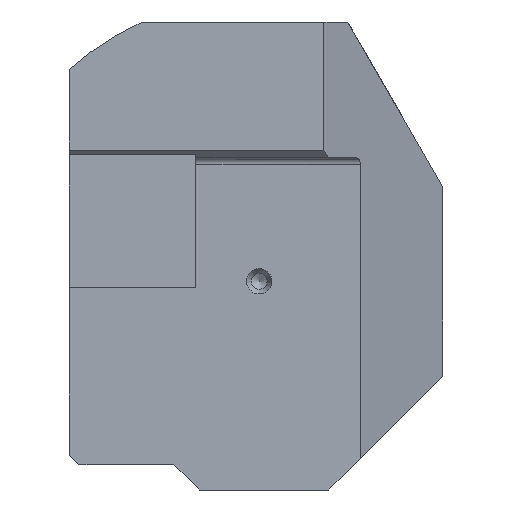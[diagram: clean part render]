
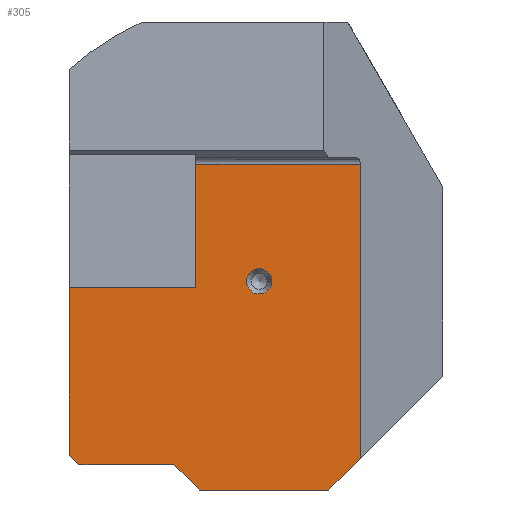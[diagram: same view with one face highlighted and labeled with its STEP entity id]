
A CAD part, left-side view. The second image highlights one B-rep face of the part: STEP entity #305.
In plain terms, the highlighted planar face has unit normal (-1, 0, 0).
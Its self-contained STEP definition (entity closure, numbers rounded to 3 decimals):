
#104=LINE('',#1561,#184);
#116=LINE('',#1600,#196);
#119=LINE('',#1605,#199);
#132=LINE('',#1644,#212);
#134=LINE('',#1648,#214);
#135=LINE('',#1650,#215);
#136=LINE('',#1652,#216);
#137=LINE('',#1654,#217);
#138=LINE('',#1656,#218);
#139=LINE('',#1658,#219);
#184=VECTOR('',#1227,1.);
#196=VECTOR('',#1265,1.);
#199=VECTOR('',#1270,1.);
#212=VECTOR('',#1289,1.);
#214=VECTOR('',#1293,1.);
#215=VECTOR('',#1294,1.);
#216=VECTOR('',#1295,1.);
#217=VECTOR('',#1296,1.);
#218=VECTOR('',#1297,1.);
#219=VECTOR('',#1298,1.);
#305=ADVANCED_FACE('',(#430,#431),#365,.F.);
#365=PLANE('',#1138);
#430=FACE_BOUND('',#483,.T.);
#431=FACE_BOUND('',#484,.T.);
#483=EDGE_LOOP('',(#611));
#484=EDGE_LOOP('',(#612,#613,#614,#615,#616,#617,#618,#619,#620,#621));
#611=ORIENTED_EDGE('',*,*,#947,.T.);
#612=ORIENTED_EDGE('',*,*,#979,.F.);
#613=ORIENTED_EDGE('',*,*,#981,.F.);
#614=ORIENTED_EDGE('',*,*,#982,.F.);
#615=ORIENTED_EDGE('',*,*,#983,.F.);
#616=ORIENTED_EDGE('',*,*,#984,.F.);
#617=ORIENTED_EDGE('',*,*,#985,.F.);
#618=ORIENTED_EDGE('',*,*,#986,.F.);
#619=ORIENTED_EDGE('',*,*,#965,.F.);
#620=ORIENTED_EDGE('',*,*,#944,.T.);
#621=ORIENTED_EDGE('',*,*,#962,.F.);
#842=VERTEX_POINT('',#1559);
#844=VERTEX_POINT('',#1562);
#846=VERTEX_POINT('',#1568);
#857=VERTEX_POINT('',#1599);
#859=VERTEX_POINT('',#1606);
#870=VERTEX_POINT('',#1645);
#871=VERTEX_POINT('',#1649);
#872=VERTEX_POINT('',#1651);
#873=VERTEX_POINT('',#1653);
#874=VERTEX_POINT('',#1655);
#875=VERTEX_POINT('',#1657);
#944=EDGE_CURVE('',#844,#842,#104,.T.);
#947=EDGE_CURVE('',#846,#846,#1085,.T.);
#962=EDGE_CURVE('',#857,#842,#116,.T.);
#965=EDGE_CURVE('',#844,#859,#119,.T.);
#979=EDGE_CURVE('',#870,#857,#132,.T.);
#981=EDGE_CURVE('',#871,#870,#134,.T.);
#982=EDGE_CURVE('',#872,#871,#135,.T.);
#983=EDGE_CURVE('',#873,#872,#136,.T.);
#984=EDGE_CURVE('',#874,#873,#137,.T.);
#985=EDGE_CURVE('',#875,#874,#138,.T.);
#986=EDGE_CURVE('',#859,#875,#139,.T.);
#1085=CIRCLE('',#1122,2.);
#1122=AXIS2_PLACEMENT_3D('',#1567,#1233,#1234);
#1138=AXIS2_PLACEMENT_3D('',#1659,#1299,#1300);
#1227=DIRECTION('',(0.,1.,0.));
#1233=DIRECTION('',(1.,0.,0.));
#1234=DIRECTION('',(0.,0.,-1.));
#1265=DIRECTION('',(0.,0.,1.));
#1270=DIRECTION('',(0.,0.,-1.));
#1289=DIRECTION('',(0.,-1.,0.));
#1293=DIRECTION('',(0.,0.,1.));
#1294=DIRECTION('',(0.,0.707,0.707));
#1295=DIRECTION('',(0.,1.,0.));
#1296=DIRECTION('',(0.,0.707,0.707));
#1297=DIRECTION('',(0.,1.,0.));
#1298=DIRECTION('',(0.,0.707,-0.707));
#1299=DIRECTION('',(1.,0.,0.));
#1300=DIRECTION('',(0.,0.,-1.));
#1559=CARTESIAN_POINT('',(10.,10.,18.5));
#1561=CARTESIAN_POINT('',(10.,40.,18.5));
#1562=CARTESIAN_POINT('',(10.,-16.01,18.5));
#1567=CARTESIAN_POINT('',(10.,0.,0.));
#1568=CARTESIAN_POINT('',(10.,0.,-2.));
#1599=CARTESIAN_POINT('',(10.,10.,-1.));
#1600=CARTESIAN_POINT('',(10.,10.,-40.));
#1605=CARTESIAN_POINT('',(10.,-16.01,-40.));
#1606=CARTESIAN_POINT('',(10.,-16.01,-28.01));
#1644=CARTESIAN_POINT('',(10.,40.,-1.));
#1645=CARTESIAN_POINT('',(10.,30.,-1.));
#1648=CARTESIAN_POINT('',(10.,30.,-40.));
#1649=CARTESIAN_POINT('',(10.,30.,-27.5));
#1650=CARTESIAN_POINT('',(10.,28.75,-28.75));
#1651=CARTESIAN_POINT('',(10.,28.5,-29.));
#1652=CARTESIAN_POINT('',(10.,40.,-29.));
#1653=CARTESIAN_POINT('',(10.,13.481,-29.));
#1654=CARTESIAN_POINT('',(10.,21.24,-21.24));
#1655=CARTESIAN_POINT('',(10.,9.481,-33.));
#1656=CARTESIAN_POINT('',(10.,40.,-33.));
#1657=CARTESIAN_POINT('',(10.,-11.019,-33.));
#1658=CARTESIAN_POINT('',(10.,17.99,-62.01));
#1659=CARTESIAN_POINT('',(10.,40.,-40.));
